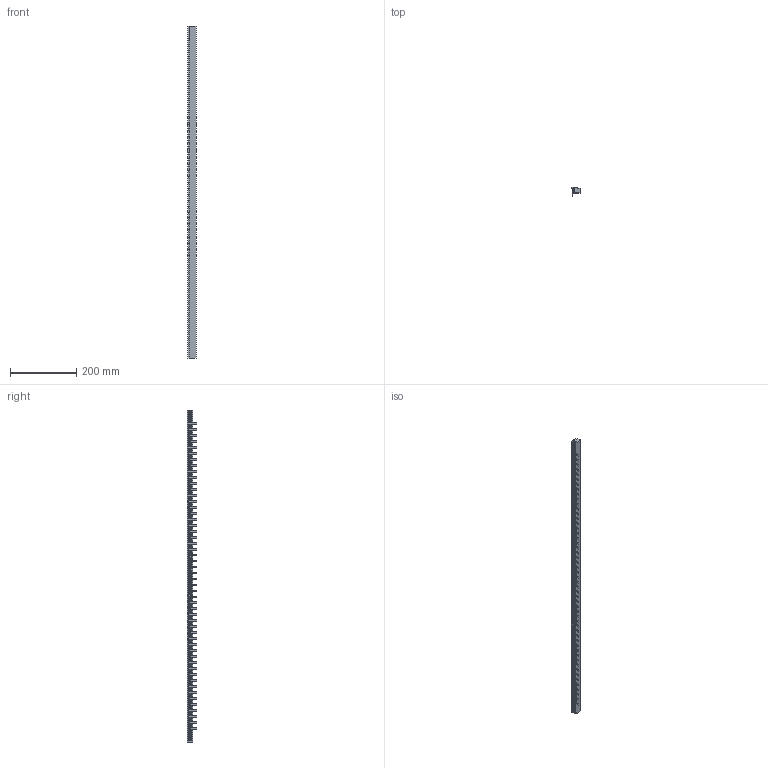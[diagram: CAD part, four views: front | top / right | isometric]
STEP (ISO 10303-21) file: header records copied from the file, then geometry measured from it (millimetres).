
FILE_DESCRIPTION (( 'STEP AP203' ), '1' );
FILE_NAME ('YNS21-4-063 Øèíà ñîåäèíèòåëüíàÿ òèïà PIN (øòûðü) 4Ð 63À (äë.1ì) ÈÝÊ.STEP', '2016-09-02T11:26:41', ( '' ), ( '' ), 'SwSTEP 2.0', 'SolidWorks 2014', '' );
FILE_SCHEMA (( 'CONFIG_CONTROL_DESIGN' ));
Length unit declared in the file: millimetre
Products named in the file (1): YNS21-4-063 Øèíà ñîåäèíèòåëüíàÿ òèïà PIN (øòûðü) 4Ð 63À (äë.1ì) ÈÝÊ
Bounding box: 24.5 x 28.3 x 1000 mm (x, y, z)
Volume: 313575.6 mm3; surface area: 119598.7 mm2
Topology: 1 solids, 1 shells, 518 faces, 1366 edges, 850 vertices
Faces by surface type: plane 518
Entity records: 15491 total; most frequent: CARTESIAN_POINT 2735, ORIENTED_EDGE 2732, DIRECTION 2404, EDGE_CURVE 1366, VECTOR 1366, LINE 1366, VERTEX_POINT 850, AXIS2_PLACEMENT_3D 519
